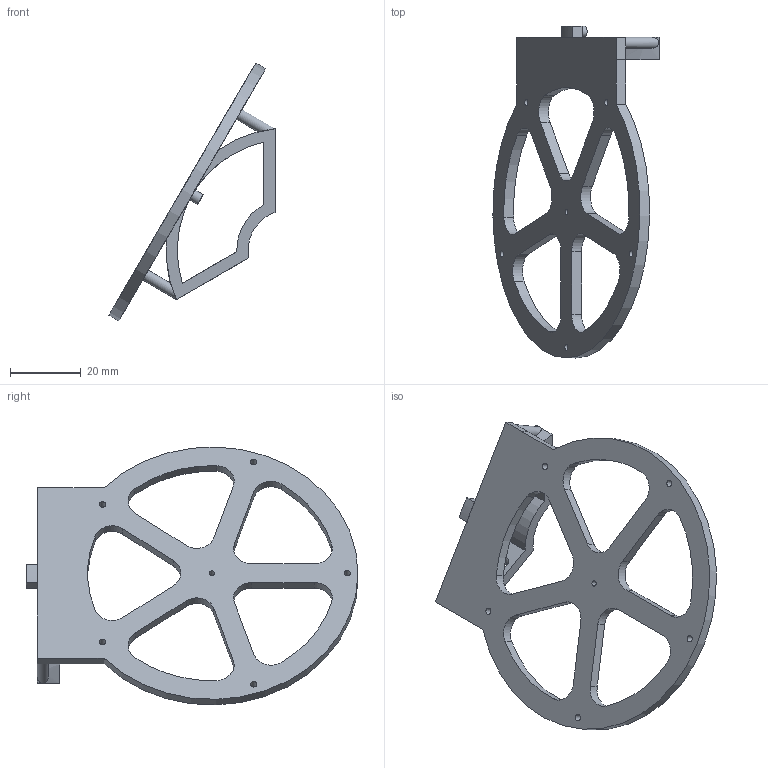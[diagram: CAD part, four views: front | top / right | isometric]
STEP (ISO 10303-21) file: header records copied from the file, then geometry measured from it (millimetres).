
FILE_DESCRIPTION(/* description */ (''),/* implementation_level */ '2;1');
FILE_NAME(/* name */ 'probe ring.stp',/* time_stamp */ '2017-03-20T11:26:44-04:00',/* author */ (''),/* organization */ (''),/* preprocessor_version */ 'ST-DEVELOPER v16',/* originating_system */ 'SIEMENS PLM Software NX 10.0',/* authorisation */ '');
FILE_SCHEMA (('CONFIG_CONTROL_DESIGN'));
Length unit declared in the file: inch
Products named in the file (1): Slider
Bounding box: 46.82 x 93.54 x 72.69 mm (x, y, z)
Volume: 12370.8 mm3; surface area: 10852.3 mm2
Topology: 1 solids, 1 shells, 67 faces, 202 edges, 131 vertices
Faces by surface type: cylinder 38, plane 29
Full cylindrical faces by diameter (mm): 1.5 x1, 1.778 x5, 3.048 x2, 3.175 x3
Entity records: 2509 total; most frequent: CARTESIAN_POINT 543, DIRECTION 403, ORIENTED_EDGE 376, EDGE_CURVE 188, AXIS2_PLACEMENT_3D 152, VERTEX_POINT 128, EDGE_LOOP 104, LINE 99
